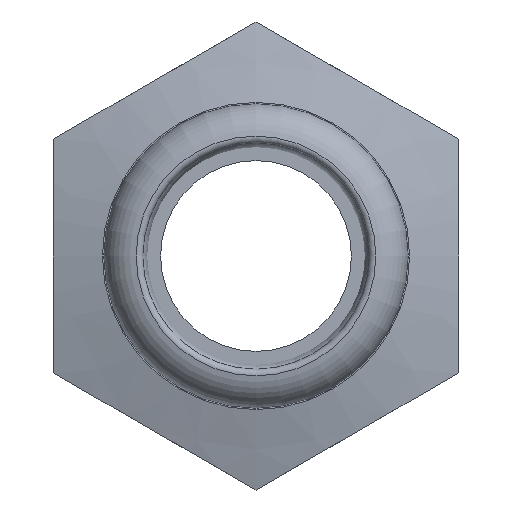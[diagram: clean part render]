
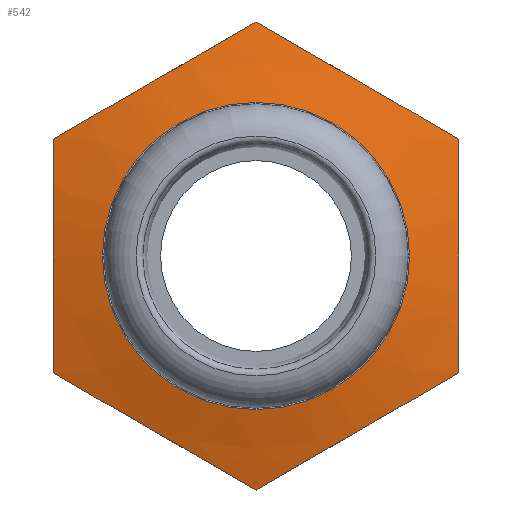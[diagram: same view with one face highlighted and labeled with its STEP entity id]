
A CAD part, front view. The second image highlights one B-rep face of the part: STEP entity #542.
In plain terms, the highlighted conical face has half-angle 75 degrees and reference radius 20.27 mm.
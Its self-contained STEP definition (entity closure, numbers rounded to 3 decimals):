
#20=CONICAL_SURFACE('',#622,20.27,1.309);
#23=(
BOUNDED_CURVE()
B_SPLINE_CURVE(2,(#863,#864,#865),.UNSPECIFIED.,.F.,.F.)
B_SPLINE_CURVE_WITH_KNOTS((3,3),(0.212,2.659),
 .UNSPECIFIED.)
CURVE()
GEOMETRIC_REPRESENTATION_ITEM()
RATIONAL_B_SPLINE_CURVE((1.03,1.189,1.03))
REPRESENTATION_ITEM('')
);
#26=(
BOUNDED_CURVE()
B_SPLINE_CURVE(2,(#882,#883,#884),.UNSPECIFIED.,.F.,.F.)
B_SPLINE_CURVE_WITH_KNOTS((3,3),(0.212,2.659),
 .UNSPECIFIED.)
CURVE()
GEOMETRIC_REPRESENTATION_ITEM()
RATIONAL_B_SPLINE_CURVE((1.03,1.189,1.03))
REPRESENTATION_ITEM('')
);
#29=(
BOUNDED_CURVE()
B_SPLINE_CURVE(2,(#899,#900,#901),.UNSPECIFIED.,.F.,.F.)
B_SPLINE_CURVE_WITH_KNOTS((3,3),(0.212,2.659),
 .UNSPECIFIED.)
CURVE()
GEOMETRIC_REPRESENTATION_ITEM()
RATIONAL_B_SPLINE_CURVE((1.03,1.189,1.03))
REPRESENTATION_ITEM('')
);
#32=(
BOUNDED_CURVE()
B_SPLINE_CURVE(2,(#913,#914,#915),.UNSPECIFIED.,.F.,.F.)
B_SPLINE_CURVE_WITH_KNOTS((3,3),(0.212,2.659),
 .UNSPECIFIED.)
CURVE()
GEOMETRIC_REPRESENTATION_ITEM()
RATIONAL_B_SPLINE_CURVE((1.03,1.189,1.03))
REPRESENTATION_ITEM('')
);
#35=(
BOUNDED_CURVE()
B_SPLINE_CURVE(2,(#929,#930,#931),.UNSPECIFIED.,.F.,.F.)
B_SPLINE_CURVE_WITH_KNOTS((3,3),(0.212,2.659),
 .UNSPECIFIED.)
CURVE()
GEOMETRIC_REPRESENTATION_ITEM()
RATIONAL_B_SPLINE_CURVE((1.03,1.189,1.03))
REPRESENTATION_ITEM('')
);
#38=(
BOUNDED_CURVE()
B_SPLINE_CURVE(2,(#944,#945,#946),.UNSPECIFIED.,.F.,.F.)
B_SPLINE_CURVE_WITH_KNOTS((3,3),(0.212,2.659),
 .UNSPECIFIED.)
CURVE()
GEOMETRIC_REPRESENTATION_ITEM()
RATIONAL_B_SPLINE_CURVE((1.03,1.189,1.03))
REPRESENTATION_ITEM('')
);
#69=LINE('',#982,#90);
#90=VECTOR('',#763,20.27);
#123=FACE_OUTER_BOUND('',#156,.T.);
#156=EDGE_LOOP('',(#453,#454,#455,#456,#457,#458,#459,#460,#461,#462));
#184=CIRCLE('',#594,15.54);
#185=CIRCLE('',#595,15.54);
#225=VERTEX_POINT('',#854);
#226=VERTEX_POINT('',#855);
#227=VERTEX_POINT('',#861);
#228=VERTEX_POINT('',#862);
#233=VERTEX_POINT('',#880);
#234=VERTEX_POINT('',#881);
#241=VERTEX_POINT('',#912);
#245=VERTEX_POINT('',#928);
#286=EDGE_CURVE('',#225,#226,#184,.T.);
#287=EDGE_CURVE('',#226,#225,#185,.T.);
#289=EDGE_CURVE('',#227,#228,#23,.T.);
#295=EDGE_CURVE('',#233,#234,#26,.T.);
#301=EDGE_CURVE('',#228,#233,#29,.T.);
#305=EDGE_CURVE('',#234,#241,#32,.T.);
#310=EDGE_CURVE('',#241,#245,#35,.T.);
#315=EDGE_CURVE('',#245,#227,#38,.T.);
#331=EDGE_CURVE('',#233,#226,#69,.T.);
#453=ORIENTED_EDGE('',*,*,#305,.T.);
#454=ORIENTED_EDGE('',*,*,#310,.T.);
#455=ORIENTED_EDGE('',*,*,#315,.T.);
#456=ORIENTED_EDGE('',*,*,#289,.T.);
#457=ORIENTED_EDGE('',*,*,#301,.T.);
#458=ORIENTED_EDGE('',*,*,#331,.T.);
#459=ORIENTED_EDGE('',*,*,#287,.T.);
#460=ORIENTED_EDGE('',*,*,#286,.T.);
#461=ORIENTED_EDGE('',*,*,#331,.F.);
#462=ORIENTED_EDGE('',*,*,#295,.T.);
#542=ADVANCED_FACE('',(#123),#20,.T.);
#594=AXIS2_PLACEMENT_3D('',#856,#692,#693);
#595=AXIS2_PLACEMENT_3D('',#857,#694,#695);
#622=AXIS2_PLACEMENT_3D('',#981,#761,#762);
#692=DIRECTION('center_axis',(0.,1.,0.));
#693=DIRECTION('ref_axis',(1.,0.,0.));
#694=DIRECTION('center_axis',(0.,1.,0.));
#695=DIRECTION('ref_axis',(1.,0.,0.));
#761=DIRECTION('center_axis',(0.,1.,0.));
#762=DIRECTION('ref_axis',(0.,0.,1.));
#763=DIRECTION('',(0.,-0.259,0.966));
#854=CARTESIAN_POINT('',(0.,19.,15.54));
#855=CARTESIAN_POINT('',(0.,19.,-15.54));
#856=CARTESIAN_POINT('Origin',(0.,19.,0.));
#857=CARTESIAN_POINT('Origin',(0.,19.,0.));
#861=CARTESIAN_POINT('',(-20.5,21.179,11.836));
#862=CARTESIAN_POINT('',(-20.5,21.179,-11.836));
#863=CARTESIAN_POINT('Ctrl Pts',(-20.5,21.179,11.836));
#864=CARTESIAN_POINT('Ctrl Pts',(-20.5,19.593,0.));
#865=CARTESIAN_POINT('Ctrl Pts',(-20.5,21.179,-11.836));
#880=CARTESIAN_POINT('',(0.,21.179,-23.671));
#881=CARTESIAN_POINT('',(20.5,21.179,-11.836));
#882=CARTESIAN_POINT('Ctrl Pts',(0.,21.179,
-23.671));
#883=CARTESIAN_POINT('Ctrl Pts',(10.25,19.593,-17.754));
#884=CARTESIAN_POINT('Ctrl Pts',(20.5,21.179,-11.836));
#899=CARTESIAN_POINT('Ctrl Pts',(-20.5,21.179,-11.836));
#900=CARTESIAN_POINT('Ctrl Pts',(-10.25,19.593,-17.754));
#901=CARTESIAN_POINT('Ctrl Pts',(0.,21.179,
-23.671));
#912=CARTESIAN_POINT('',(20.5,21.179,11.836));
#913=CARTESIAN_POINT('Ctrl Pts',(20.5,21.179,-11.836));
#914=CARTESIAN_POINT('Ctrl Pts',(20.5,19.593,0.));
#915=CARTESIAN_POINT('Ctrl Pts',(20.5,21.179,11.836));
#928=CARTESIAN_POINT('',(0.,21.179,23.671));
#929=CARTESIAN_POINT('Ctrl Pts',(20.5,21.179,11.836));
#930=CARTESIAN_POINT('Ctrl Pts',(10.25,19.593,17.754));
#931=CARTESIAN_POINT('Ctrl Pts',(0.,21.179,
23.671));
#944=CARTESIAN_POINT('Ctrl Pts',(0.,21.179,
23.671));
#945=CARTESIAN_POINT('Ctrl Pts',(-10.25,19.593,17.754));
#946=CARTESIAN_POINT('Ctrl Pts',(-20.5,21.179,11.836));
#981=CARTESIAN_POINT('Origin',(0.,20.267,0.));
#982=CARTESIAN_POINT('',(0.,20.267,-20.27));
